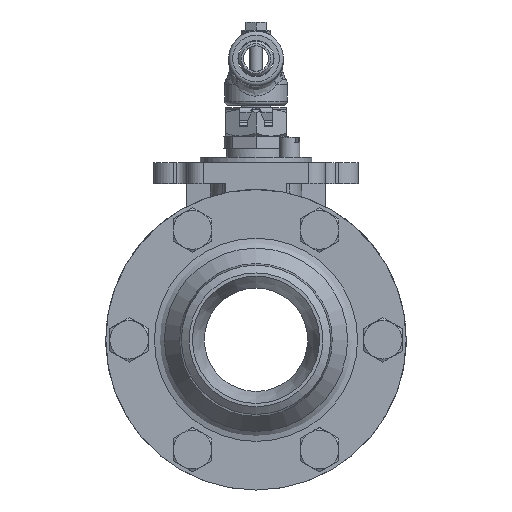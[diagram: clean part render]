
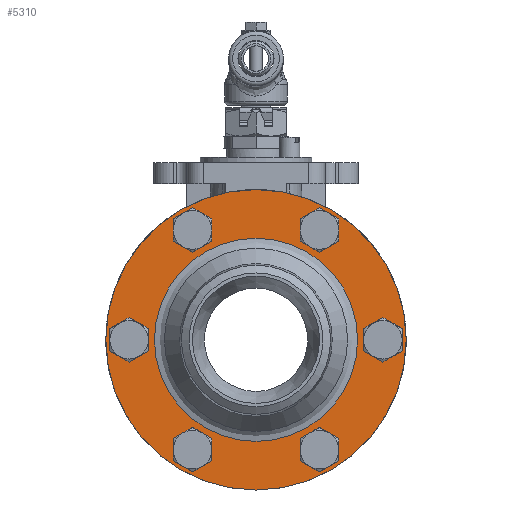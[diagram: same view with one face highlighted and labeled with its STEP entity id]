
A CAD part, front view. The second image highlights one B-rep face of the part: STEP entity #5310.
In plain terms, the highlighted planar face has unit normal (0, -1, 0).
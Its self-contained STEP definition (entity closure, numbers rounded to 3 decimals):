
#4875=CARTESIAN_POINT('',(28.025,-12.75,48.541));
#4876=VERTEX_POINT('',#4875);
#4877=CARTESIAN_POINT('',(31.25,-12.75,54.127));
#4878=DIRECTION('',(0.0,1.,0.0));
#4879=DIRECTION('',(0.5,0.0,0.866));
#4880=AXIS2_PLACEMENT_3D('',#4877,#4878,#4879);
#4881=CIRCLE('',#4880,6.45);
#4882=EDGE_CURVE('',#4876,#4876,#4881,.T.);
#4903=CARTESIAN_POINT('',(-28.025,-12.75,48.541));
#4904=VERTEX_POINT('',#4903);
#4905=CARTESIAN_POINT('',(-31.25,-12.75,54.127));
#4906=DIRECTION('',(0.0,1.0,0.0));
#4907=DIRECTION('',(-0.5,0.0,0.866));
#4908=AXIS2_PLACEMENT_3D('',#4905,#4906,#4907);
#4909=CIRCLE('',#4908,6.45);
#4910=EDGE_CURVE('',#4904,#4904,#4909,.T.);
#4931=CARTESIAN_POINT('',(-56.05,-12.75,0.));
#4932=VERTEX_POINT('',#4931);
#4933=CARTESIAN_POINT('',(-62.5,-12.75,0.));
#4934=DIRECTION('',(0.0,1.0,0.0));
#4935=DIRECTION('',(-1.0,0.0,0.0));
#4936=AXIS2_PLACEMENT_3D('',#4933,#4934,#4935);
#4937=CIRCLE('',#4936,6.45);
#4938=EDGE_CURVE('',#4932,#4932,#4937,.T.);
#4959=CARTESIAN_POINT('',(-28.025,-12.75,-48.541));
#4960=VERTEX_POINT('',#4959);
#4961=CARTESIAN_POINT('',(-31.25,-12.75,-54.127));
#4962=DIRECTION('',(0.0,1.0,0.0));
#4963=DIRECTION('',(-0.5,0.0,-0.866));
#4964=AXIS2_PLACEMENT_3D('',#4961,#4962,#4963);
#4965=CIRCLE('',#4964,6.45);
#4966=EDGE_CURVE('',#4960,#4960,#4965,.T.);
#4987=CARTESIAN_POINT('',(28.025,-12.75,-48.541));
#4988=VERTEX_POINT('',#4987);
#4989=CARTESIAN_POINT('',(31.25,-12.75,-54.127));
#4990=DIRECTION('',(0.0,1.0,0.0));
#4991=DIRECTION('',(0.5,0.0,-0.866));
#4992=AXIS2_PLACEMENT_3D('',#4989,#4990,#4991);
#4993=CIRCLE('',#4992,6.45);
#4994=EDGE_CURVE('',#4988,#4988,#4993,.T.);
#5015=CARTESIAN_POINT('',(56.05,-12.75,0.));
#5016=VERTEX_POINT('',#5015);
#5017=CARTESIAN_POINT('',(62.5,-12.75,0.));
#5018=DIRECTION('',(0.0,1.0,0.0));
#5019=DIRECTION('',(1.0,0.0,0.0));
#5020=AXIS2_PLACEMENT_3D('',#5017,#5018,#5019);
#5021=CIRCLE('',#5020,6.45);
#5022=EDGE_CURVE('',#5016,#5016,#5021,.T.);
#5258=CARTESIAN_POINT('',(0.0,-12.75,74.));
#5259=VERTEX_POINT('',#5258);
#5260=CARTESIAN_POINT('',(0.0,-12.75,0.0));
#5261=DIRECTION('',(0.0,-1.0,0.0));
#5262=DIRECTION('',(0.0,0.0,1.0));
#5263=AXIS2_PLACEMENT_3D('',#5260,#5261,#5262);
#5264=CIRCLE('',#5263,74.);
#5265=EDGE_CURVE('',#5259,#5259,#5264,.T.);
#5273=CARTESIAN_POINT('',(0.0,-12.75,62.019));
#5274=DIRECTION('',(0.0,-1.0,0.0));
#5275=DIRECTION('',(0.0,0.0,-1.0));
#5276=AXIS2_PLACEMENT_3D('',#5273,#5274,#5275);
#5277=PLANE('',#5276);
#5278=ORIENTED_EDGE('',*,*,#5265,.T.);
#5279=EDGE_LOOP('',(#5278));
#5280=FACE_OUTER_BOUND('',#5279,.T.);
#5281=ORIENTED_EDGE('',*,*,#4882,.T.);
#5282=EDGE_LOOP('',(#5281));
#5283=FACE_BOUND('',#5282,.T.);
#5284=ORIENTED_EDGE('',*,*,#4910,.T.);
#5285=EDGE_LOOP('',(#5284));
#5286=FACE_BOUND('',#5285,.T.);
#5287=ORIENTED_EDGE('',*,*,#4938,.T.);
#5288=EDGE_LOOP('',(#5287));
#5289=FACE_BOUND('',#5288,.T.);
#5290=ORIENTED_EDGE('',*,*,#4966,.T.);
#5291=EDGE_LOOP('',(#5290));
#5292=FACE_BOUND('',#5291,.T.);
#5293=ORIENTED_EDGE('',*,*,#4994,.T.);
#5294=EDGE_LOOP('',(#5293));
#5295=FACE_BOUND('',#5294,.T.);
#5296=ORIENTED_EDGE('',*,*,#5022,.T.);
#5297=EDGE_LOOP('',(#5296));
#5298=FACE_BOUND('',#5297,.T.);
#5299=CARTESIAN_POINT('',(0.0,-12.75,50.039));
#5300=VERTEX_POINT('',#5299);
#5301=CARTESIAN_POINT('',(0.0,-12.75,0.0));
#5302=DIRECTION('',(0.0,-1.0,0.0));
#5303=DIRECTION('',(0.0,0.0,1.0));
#5304=AXIS2_PLACEMENT_3D('',#5301,#5302,#5303);
#5305=CIRCLE('',#5304,50.039);
#5306=EDGE_CURVE('',#5300,#5300,#5305,.T.);
#5307=ORIENTED_EDGE('',*,*,#5306,.F.);
#5308=EDGE_LOOP('',(#5307));
#5309=FACE_BOUND('',#5308,.T.);
#5310=ADVANCED_FACE('',(#5280,#5283,#5286,#5289,#5292,#5295,#5298,#5309),#5277,.T.);
